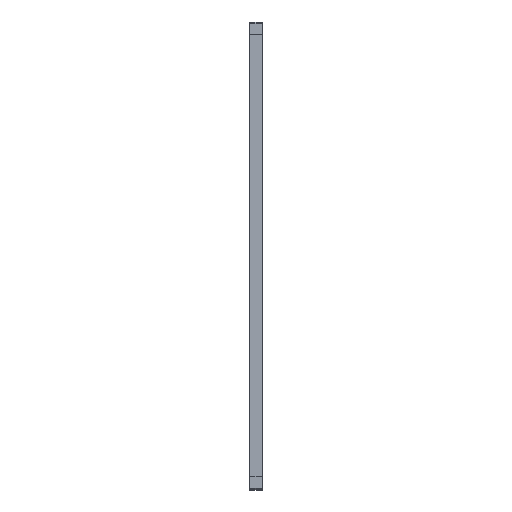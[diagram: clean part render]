
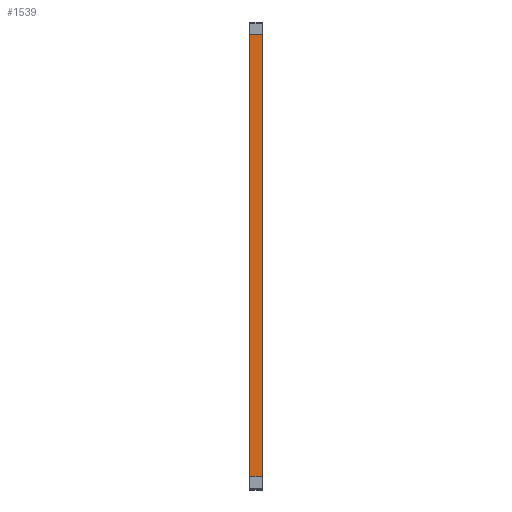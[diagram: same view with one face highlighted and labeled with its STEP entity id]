
A CAD part, top view. The second image highlights one B-rep face of the part: STEP entity #1539.
In plain terms, the highlighted planar face has unit normal (0, 0, 1).
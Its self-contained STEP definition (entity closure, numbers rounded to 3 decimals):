
#116=PLANE('',#1712);
#190=FACE_OUTER_BOUND('',#277,.T.);
#277=EDGE_LOOP('',(#1385,#1386,#1387,#1388));
#381=LINE('',#2469,#521);
#399=LINE('',#2516,#539);
#421=LINE('',#2584,#561);
#422=LINE('',#2585,#562);
#521=VECTOR('',#2026,10.);
#539=VECTOR('',#2068,10.);
#561=VECTOR('',#2144,10.);
#562=VECTOR('',#2145,10.);
#747=VERTEX_POINT('',#2463);
#749=VERTEX_POINT('',#2467);
#766=VERTEX_POINT('',#2515);
#785=VERTEX_POINT('',#2583);
#939=EDGE_CURVE('',#747,#749,#381,.T.);
#963=EDGE_CURVE('',#766,#747,#399,.T.);
#996=EDGE_CURVE('',#785,#749,#421,.T.);
#997=EDGE_CURVE('',#766,#785,#422,.T.);
#1385=ORIENTED_EDGE('',*,*,#963,.T.);
#1386=ORIENTED_EDGE('',*,*,#939,.T.);
#1387=ORIENTED_EDGE('',*,*,#996,.F.);
#1388=ORIENTED_EDGE('',*,*,#997,.F.);
#1539=ADVANCED_FACE('',(#190),#116,.T.);
#1712=AXIS2_PLACEMENT_3D('',#2582,#2142,#2143);
#2026=DIRECTION('',(1.,0.,0.));
#2068=DIRECTION('',(0.,-1.,0.));
#2142=DIRECTION('center_axis',(0.,0.,1.));
#2143=DIRECTION('ref_axis',(0.,-1.,0.));
#2144=DIRECTION('',(0.,-1.,0.));
#2145=DIRECTION('',(1.,0.,0.));
#2463=CARTESIAN_POINT('',(0.,-85.,74.5));
#2467=CARTESIAN_POINT('',(5.,-85.,74.5));
#2469=CARTESIAN_POINT('',(0.,-85.,74.5));
#2515=CARTESIAN_POINT('',(0.,85.,74.5));
#2516=CARTESIAN_POINT('',(0.,90.,74.5));
#2582=CARTESIAN_POINT('Origin',(0.,85.,74.5));
#2583=CARTESIAN_POINT('',(5.,85.,74.5));
#2584=CARTESIAN_POINT('',(5.,90.,74.5));
#2585=CARTESIAN_POINT('',(0.,85.,74.5));
